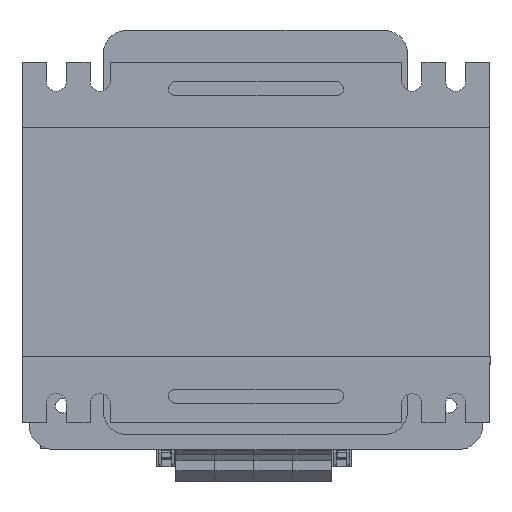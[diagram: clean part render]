
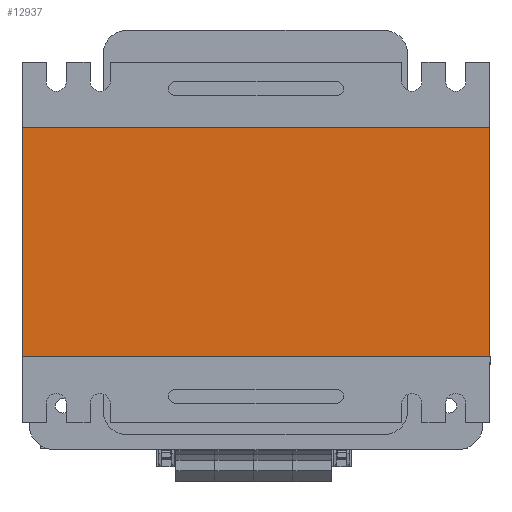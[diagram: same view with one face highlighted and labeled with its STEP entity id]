
A CAD part, front view. The second image highlights one B-rep face of the part: STEP entity #12937.
In plain terms, the highlighted planar face has unit normal (0, -1, 0).
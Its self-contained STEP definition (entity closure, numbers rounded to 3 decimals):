
#859 = VERTEX_POINT ( 'NONE', #17228 ) ;
#1481 = ORIENTED_EDGE ( 'NONE', *, *, #46643, .T. ) ;
#2869 = CARTESIAN_POINT ( 'NONE',  ( -201.761, 0., 94. ) ) ;
#3461 = EDGE_CURVE ( 'NONE', #63359, #859, #52697, .T. ) ;
#9227 = VECTOR ( 'NONE', #22662, 1000. ) ;
#12358 = DIRECTION ( 'NONE',  ( 0., 0., 1. ) ) ;
#12937 = ADVANCED_FACE ( 'NONE', ( #14491 ), #35002, .F. ) ;
#14491 = FACE_OUTER_BOUND ( 'NONE', #63617, .T. ) ;
#15582 = AXIS2_PLACEMENT_3D ( 'NONE', #55530, #64146, #12358 ) ;
#16543 = VECTOR ( 'NONE', #47657, 1000. ) ;
#17228 = CARTESIAN_POINT ( 'NONE',  ( -9.761, 0., 94. ) ) ;
#18287 = ORIENTED_EDGE ( 'NONE', *, *, #3461, .F. ) ;
#22363 = DIRECTION ( 'NONE',  ( 0., 0., -1. ) ) ;
#22662 = DIRECTION ( 'NONE',  ( 1., 0., 0. ) ) ;
#27448 = CARTESIAN_POINT ( 'NONE',  ( -201.761, 0., 94. ) ) ;
#32465 = ORIENTED_EDGE ( 'NONE', *, *, #39044, .F. ) ;
#32871 = VECTOR ( 'NONE', #62325, 1000. ) ;
#35002 = PLANE ( 'NONE',  #15582 ) ;
#38300 = CARTESIAN_POINT ( 'NONE',  ( -9.761, 0., 0. ) ) ;
#39044 = EDGE_CURVE ( 'NONE', #859, #50744, #51574, .T. ) ;
#39137 = LINE ( 'NONE', #59679, #9227 ) ;
#40834 = ORIENTED_EDGE ( 'NONE', *, *, #51688, .T. ) ;
#41788 = CARTESIAN_POINT ( 'NONE',  ( -9.761, 0., 94. ) ) ;
#43230 = CARTESIAN_POINT ( 'NONE',  ( -201.761, 0., 94. ) ) ;
#44408 = VERTEX_POINT ( 'NONE', #50047 ) ;
#46643 = EDGE_CURVE ( 'NONE', #63359, #44408, #63765, .T. ) ;
#47657 = DIRECTION ( 'NONE',  ( 1., 0., 0. ) ) ;
#50047 = CARTESIAN_POINT ( 'NONE',  ( -201.761, 0., 0. ) ) ;
#50744 = VERTEX_POINT ( 'NONE', #38300 ) ;
#51574 = LINE ( 'NONE', #41788, #32871 ) ;
#51688 = EDGE_CURVE ( 'NONE', #44408, #50744, #39137, .T. ) ;
#52697 = LINE ( 'NONE', #27448, #16543 ) ;
#55530 = CARTESIAN_POINT ( 'NONE',  ( -201.761, 0., 94. ) ) ;
#59679 = CARTESIAN_POINT ( 'NONE',  ( -201.761, 0., 0. ) ) ;
#62325 = DIRECTION ( 'NONE',  ( 0., 0., -1. ) ) ;
#62621 = VECTOR ( 'NONE', #22363, 1000. ) ;
#63359 = VERTEX_POINT ( 'NONE', #2869 ) ;
#63617 = EDGE_LOOP ( 'NONE', ( #40834, #32465, #18287, #1481 ) ) ;
#63765 = LINE ( 'NONE', #43230, #62621 ) ;
#64146 = DIRECTION ( 'NONE',  ( 0., 1., 0. ) ) ;
